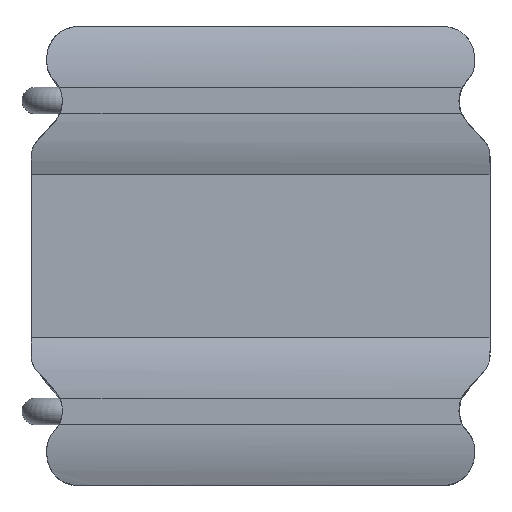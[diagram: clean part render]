
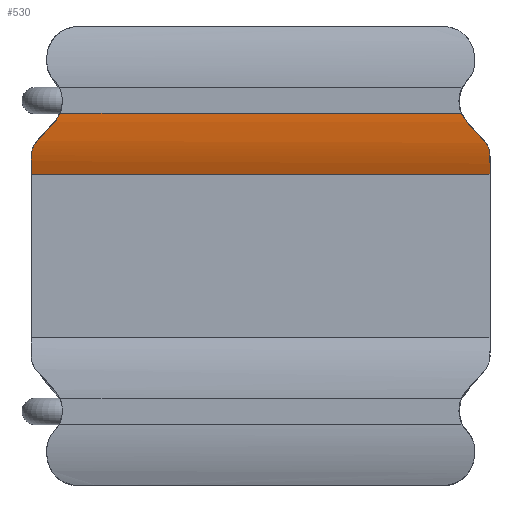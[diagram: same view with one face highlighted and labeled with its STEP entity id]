
A CAD part, top view. The second image highlights one B-rep face of the part: STEP entity #530.
In plain terms, the highlighted cylindrical face has radius 1 mm (diameter 2 mm), a partial arc.
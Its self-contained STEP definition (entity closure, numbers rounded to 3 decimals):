
#193=CYLINDRICAL_SURFACE('',#2055,1.);
#245=FACE_OUTER_BOUND('',#1007,.T.);
#283=LINE('',#4865,#332);
#287=LINE('',#5452,#337);
#332=VECTOR('',#2476,1.);
#337=VECTOR('',#2483,1.);
#386=B_SPLINE_CURVE_WITH_KNOTS('',3,(#5034,#5035,#5036,#5037,#5038,#5039,
#5040,#5041,#5042,#5043,#5044,#5045,#5046,#5047,#5048,#5049),
 .UNSPECIFIED.,.F.,.F.,(4,3,3,3,3,4),(0.,0.166,0.46,
0.606,0.754,1.),.UNSPECIFIED.);
#399=B_SPLINE_CURVE_WITH_KNOTS('',3,(#5392,#5393,#5394,#5395,#5396,#5397,
#5398,#5399,#5400,#5401,#5402,#5403,#5404),.UNSPECIFIED.,.F.,.F.,(4,3,3,
3,4),(0.,0.258,0.387,0.517,1.),
 .UNSPECIFIED.);
#530=ADVANCED_FACE('',(#245),#193,.T.);
#1007=EDGE_LOOP('',(#1428,#1429,#1430,#1431));
#1428=ORIENTED_EDGE('',*,*,#1801,.F.);
#1429=ORIENTED_EDGE('',*,*,#1776,.F.);
#1430=ORIENTED_EDGE('',*,*,#1783,.F.);
#1431=ORIENTED_EDGE('',*,*,#1803,.F.);
#1576=VERTEX_POINT('',#4866);
#1577=VERTEX_POINT('',#4867);
#1580=VERTEX_POINT('',#4923);
#1583=VERTEX_POINT('',#5033);
#1776=EDGE_CURVE('',#1576,#1577,#283,.T.);
#1783=EDGE_CURVE('',#1583,#1576,#386,.T.);
#1801=EDGE_CURVE('',#1577,#1580,#399,.T.);
#1803=EDGE_CURVE('',#1580,#1583,#287,.T.);
#2055=AXIS2_PLACEMENT_3D('',#5472,#2514,#2515);
#2476=DIRECTION('',(-1.,0.,0.));
#2483=DIRECTION('',(1.,0.,0.));
#2514=DIRECTION('',(-1.,0.,0.));
#2515=DIRECTION('',(0.,0.,1.));
#4865=CARTESIAN_POINT('',(1.5,0.525,0.68));
#4866=CARTESIAN_POINT('',(1.475,0.525,0.68));
#4867=CARTESIAN_POINT('',(-1.475,0.525,0.68));
#4923=CARTESIAN_POINT('',(-1.291,0.917,0.76));
#5033=CARTESIAN_POINT('',(1.291,0.917,0.76));
#5034=CARTESIAN_POINT('',(1.291,0.917,0.76));
#5035=CARTESIAN_POINT('',(1.301,0.893,0.76));
#5036=CARTESIAN_POINT('',(1.316,0.872,0.759));
#5037=CARTESIAN_POINT('',(1.333,0.854,0.758));
#5038=CARTESIAN_POINT('',(1.364,0.82,0.756));
#5039=CARTESIAN_POINT('',(1.395,0.786,0.752));
#5040=CARTESIAN_POINT('',(1.426,0.753,0.746));
#5041=CARTESIAN_POINT('',(1.441,0.737,0.744));
#5042=CARTESIAN_POINT('',(1.455,0.719,0.74));
#5043=CARTESIAN_POINT('',(1.464,0.698,0.736));
#5044=CARTESIAN_POINT('',(1.472,0.678,0.731));
#5045=CARTESIAN_POINT('',(1.475,0.655,0.725));
#5046=CARTESIAN_POINT('',(1.475,0.633,0.719));
#5047=CARTESIAN_POINT('',(1.475,0.597,0.708));
#5048=CARTESIAN_POINT('',(1.475,0.56,0.695));
#5049=CARTESIAN_POINT('',(1.475,0.525,0.68));
#5392=CARTESIAN_POINT('',(-1.475,0.525,0.68));
#5393=CARTESIAN_POINT('',(-1.475,0.562,0.696));
#5394=CARTESIAN_POINT('',(-1.475,0.6,0.709));
#5395=CARTESIAN_POINT('',(-1.475,0.638,0.72));
#5396=CARTESIAN_POINT('',(-1.475,0.657,0.726));
#5397=CARTESIAN_POINT('',(-1.472,0.677,0.731));
#5398=CARTESIAN_POINT('',(-1.465,0.695,0.735));
#5399=CARTESIAN_POINT('',(-1.458,0.713,0.739));
#5400=CARTESIAN_POINT('',(-1.447,0.73,0.742));
#5401=CARTESIAN_POINT('',(-1.434,0.744,0.745));
#5402=CARTESIAN_POINT('',(-1.384,0.799,0.755));
#5403=CARTESIAN_POINT('',(-1.32,0.848,0.76));
#5404=CARTESIAN_POINT('',(-1.291,0.917,0.76));
#5452=CARTESIAN_POINT('',(1.398,0.917,0.76));
#5472=CARTESIAN_POINT('',(1.5,0.917,-0.24));
